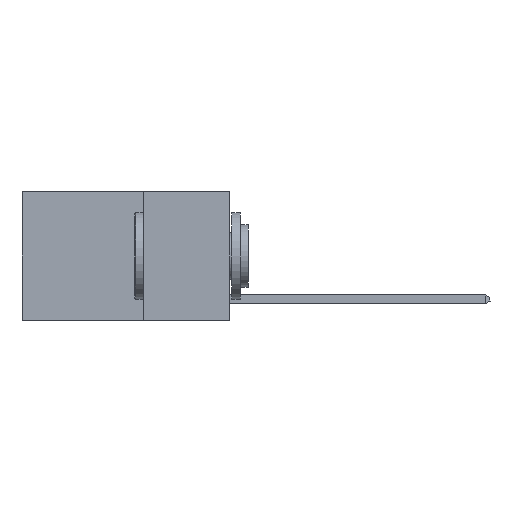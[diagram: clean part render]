
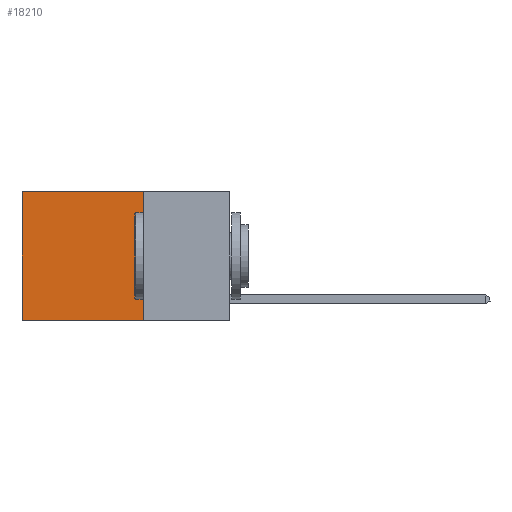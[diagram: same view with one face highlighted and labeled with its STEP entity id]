
A CAD part, left-side view. The second image highlights one B-rep face of the part: STEP entity #18210.
In plain terms, the highlighted planar face has unit normal (-1, 0, 0).
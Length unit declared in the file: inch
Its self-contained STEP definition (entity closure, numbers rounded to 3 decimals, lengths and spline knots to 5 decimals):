
#275 = DIRECTION ( 'NONE',  ( 1., 0., 0. ) ) ;
#812 = VERTEX_POINT ( 'NONE', #23455 ) ;
#952 = DIRECTION ( 'NONE',  ( 0., 0., -1. ) ) ;
#1286 = EDGE_LOOP ( 'NONE', ( #8252, #5602, #6141, #5321 ) ) ;
#1897 = CARTESIAN_POINT ( 'NONE',  ( 0.2625, 0.25, -0.37 ) ) ;
#2994 = VECTOR ( 'NONE', #952, 39.37008 ) ;
#3565 = CARTESIAN_POINT ( 'NONE',  ( 0.2625, 0.25, 0. ) ) ;
#4832 = DIRECTION ( 'NONE',  ( 0., 1., 0. ) ) ;
#5321 = ORIENTED_EDGE ( 'NONE', *, *, #6310, .T. ) ;
#5602 = ORIENTED_EDGE ( 'NONE', *, *, #15509, .F. ) ;
#6141 = ORIENTED_EDGE ( 'NONE', *, *, #16130, .F. ) ;
#6310 = EDGE_CURVE ( 'NONE', #11124, #812, #13771, .T. ) ;
#7747 = VECTOR ( 'NONE', #11597, 39.37008 ) ;
#8252 = ORIENTED_EDGE ( 'NONE', *, *, #25251, .T. ) ;
#8543 = VECTOR ( 'NONE', #4832, 39.37008 ) ;
#10202 = PLANE ( 'NONE',  #14735 ) ;
#10705 = CARTESIAN_POINT ( 'NONE',  ( 0.2625, 0.25, 0. ) ) ;
#11124 = VERTEX_POINT ( 'NONE', #19315 ) ;
#11597 = DIRECTION ( 'NONE',  ( 0., 1., 0. ) ) ;
#12847 = CARTESIAN_POINT ( 'NONE',  ( 0.2625, 0.6, 0. ) ) ;
#13287 = VECTOR ( 'NONE', #15446, 39.37008 ) ;
#13771 = LINE ( 'NONE', #10705, #8543 ) ;
#14152 = DIRECTION ( 'NONE',  ( 0., 0., -1. ) ) ;
#14735 = AXIS2_PLACEMENT_3D ( 'NONE', #23681, #275, #14152 ) ;
#15446 = DIRECTION ( 'NONE',  ( 0., 0., -1. ) ) ;
#15509 = EDGE_CURVE ( 'NONE', #18754, #18036, #18193, .T. ) ;
#16130 = EDGE_CURVE ( 'NONE', #11124, #18754, #18449, .T. ) ;
#17488 = CARTESIAN_POINT ( 'NONE',  ( 0.2625, 0.25, -0.37 ) ) ;
#18036 = VERTEX_POINT ( 'NONE', #25112 ) ;
#18193 = LINE ( 'NONE', #17488, #7747 ) ;
#18210 = ADVANCED_FACE ( 'NONE', ( #21042 ), #10202, .F. ) ;
#18449 = LINE ( 'NONE', #3565, #13287 ) ;
#18696 = LINE ( 'NONE', #12847, #2994 ) ;
#18754 = VERTEX_POINT ( 'NONE', #1897 ) ;
#19315 = CARTESIAN_POINT ( 'NONE',  ( 0.2625, 0.25, 0. ) ) ;
#21042 = FACE_OUTER_BOUND ( 'NONE', #1286, .T. ) ;
#23455 = CARTESIAN_POINT ( 'NONE',  ( 0.2625, 0.6, 0. ) ) ;
#23681 = CARTESIAN_POINT ( 'NONE',  ( 0.2625, 0.25, 0. ) ) ;
#25112 = CARTESIAN_POINT ( 'NONE',  ( 0.2625, 0.6, -0.37 ) ) ;
#25251 = EDGE_CURVE ( 'NONE', #812, #18036, #18696, .T. ) ;
